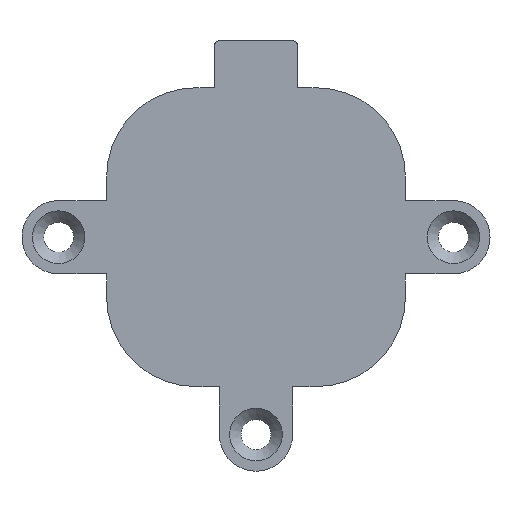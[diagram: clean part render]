
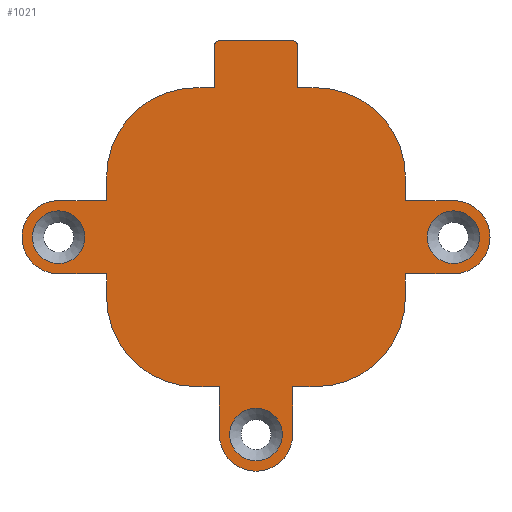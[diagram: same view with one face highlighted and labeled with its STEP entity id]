
A CAD part, front view. The second image highlights one B-rep face of the part: STEP entity #1021.
In plain terms, the highlighted planar face has unit normal (0, -1, 0).
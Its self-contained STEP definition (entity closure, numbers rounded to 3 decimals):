
#36=FACE_BOUND('',#99,.T.);
#37=FACE_BOUND('',#100,.T.);
#38=FACE_BOUND('',#101,.T.);
#43=FACE_OUTER_BOUND('',#98,.T.);
#98=EDGE_LOOP('',(#681,#682,#683,#684,#685,#686,#687,#688,#689,#690,#691,
#692,#693,#694,#695,#696,#697,#698,#699,#700,#701,#702,#703,#704,#705,#706));
#99=EDGE_LOOP('',(#707));
#100=EDGE_LOOP('',(#708));
#101=EDGE_LOOP('',(#709));
#160=LINE('',#1494,#274);
#161=LINE('',#1498,#275);
#162=LINE('',#1500,#276);
#163=LINE('',#1504,#277);
#164=LINE('',#1506,#278);
#165=LINE('',#1510,#279);
#166=LINE('',#1512,#280);
#167=LINE('',#1516,#281);
#168=LINE('',#1518,#282);
#169=LINE('',#1522,#283);
#170=LINE('',#1524,#284);
#171=LINE('',#1528,#285);
#172=LINE('',#1530,#286);
#173=LINE('',#1534,#287);
#174=LINE('',#1536,#288);
#175=LINE('',#1540,#289);
#176=LINE('',#1541,#290);
#274=VECTOR('',#1190,7.8);
#275=VECTOR('',#1193,4.5);
#276=VECTOR('',#1194,2.);
#277=VECTOR('',#1197,2.5);
#278=VECTOR('',#1198,5.1);
#279=VECTOR('',#1201,5.1);
#280=VECTOR('',#1202,2.5);
#281=VECTOR('',#1205,2.5);
#282=VECTOR('',#1206,5.1);
#283=VECTOR('',#1209,5.1);
#284=VECTOR('',#1210,2.5);
#285=VECTOR('',#1213,2.5);
#286=VECTOR('',#1214,5.1);
#287=VECTOR('',#1217,5.1);
#288=VECTOR('',#1218,2.5);
#289=VECTOR('',#1221,2.);
#290=VECTOR('',#1222,4.5);
#388=CIRCLE('',#1091,0.5);
#389=CIRCLE('',#1092,0.5);
#390=CIRCLE('',#1093,9.5);
#391=CIRCLE('',#1094,3.9);
#392=CIRCLE('',#1095,9.5);
#393=CIRCLE('',#1096,3.9);
#394=CIRCLE('',#1097,9.5);
#395=CIRCLE('',#1098,3.9);
#396=CIRCLE('',#1099,9.5);
#397=CIRCLE('',#1100,2.8);
#398=CIRCLE('',#1101,2.8);
#399=CIRCLE('',#1102,2.8);
#427=VERTEX_POINT('',#1490);
#428=VERTEX_POINT('',#1491);
#429=VERTEX_POINT('',#1493);
#430=VERTEX_POINT('',#1495);
#431=VERTEX_POINT('',#1497);
#432=VERTEX_POINT('',#1499);
#433=VERTEX_POINT('',#1501);
#434=VERTEX_POINT('',#1503);
#435=VERTEX_POINT('',#1505);
#436=VERTEX_POINT('',#1507);
#437=VERTEX_POINT('',#1509);
#438=VERTEX_POINT('',#1511);
#439=VERTEX_POINT('',#1513);
#440=VERTEX_POINT('',#1515);
#441=VERTEX_POINT('',#1517);
#442=VERTEX_POINT('',#1519);
#443=VERTEX_POINT('',#1521);
#444=VERTEX_POINT('',#1523);
#445=VERTEX_POINT('',#1525);
#446=VERTEX_POINT('',#1527);
#447=VERTEX_POINT('',#1529);
#448=VERTEX_POINT('',#1531);
#449=VERTEX_POINT('',#1533);
#450=VERTEX_POINT('',#1535);
#451=VERTEX_POINT('',#1537);
#452=VERTEX_POINT('',#1539);
#453=VERTEX_POINT('',#1542);
#454=VERTEX_POINT('',#1544);
#455=VERTEX_POINT('',#1546);
#528=EDGE_CURVE('',#427,#428,#388,.T.);
#529=EDGE_CURVE('',#428,#429,#160,.T.);
#530=EDGE_CURVE('',#429,#430,#389,.T.);
#531=EDGE_CURVE('',#430,#431,#161,.T.);
#532=EDGE_CURVE('',#432,#431,#162,.T.);
#533=EDGE_CURVE('',#432,#433,#390,.T.);
#534=EDGE_CURVE('',#434,#433,#163,.T.);
#535=EDGE_CURVE('',#434,#435,#164,.T.);
#536=EDGE_CURVE('',#435,#436,#391,.T.);
#537=EDGE_CURVE('',#436,#437,#165,.T.);
#538=EDGE_CURVE('',#438,#437,#166,.T.);
#539=EDGE_CURVE('',#438,#439,#392,.T.);
#540=EDGE_CURVE('',#440,#439,#167,.T.);
#541=EDGE_CURVE('',#440,#441,#168,.T.);
#542=EDGE_CURVE('',#441,#442,#393,.T.);
#543=EDGE_CURVE('',#442,#443,#169,.T.);
#544=EDGE_CURVE('',#444,#443,#170,.T.);
#545=EDGE_CURVE('',#444,#445,#394,.T.);
#546=EDGE_CURVE('',#446,#445,#171,.T.);
#547=EDGE_CURVE('',#446,#447,#172,.T.);
#548=EDGE_CURVE('',#447,#448,#395,.T.);
#549=EDGE_CURVE('',#448,#449,#173,.T.);
#550=EDGE_CURVE('',#450,#449,#174,.T.);
#551=EDGE_CURVE('',#450,#451,#396,.T.);
#552=EDGE_CURVE('',#452,#451,#175,.T.);
#553=EDGE_CURVE('',#452,#427,#176,.T.);
#554=EDGE_CURVE('',#453,#453,#397,.T.);
#555=EDGE_CURVE('',#454,#454,#398,.T.);
#556=EDGE_CURVE('',#455,#455,#399,.T.);
#681=ORIENTED_EDGE('',*,*,#528,.T.);
#682=ORIENTED_EDGE('',*,*,#529,.T.);
#683=ORIENTED_EDGE('',*,*,#530,.T.);
#684=ORIENTED_EDGE('',*,*,#531,.T.);
#685=ORIENTED_EDGE('',*,*,#532,.F.);
#686=ORIENTED_EDGE('',*,*,#533,.T.);
#687=ORIENTED_EDGE('',*,*,#534,.F.);
#688=ORIENTED_EDGE('',*,*,#535,.T.);
#689=ORIENTED_EDGE('',*,*,#536,.T.);
#690=ORIENTED_EDGE('',*,*,#537,.T.);
#691=ORIENTED_EDGE('',*,*,#538,.F.);
#692=ORIENTED_EDGE('',*,*,#539,.T.);
#693=ORIENTED_EDGE('',*,*,#540,.F.);
#694=ORIENTED_EDGE('',*,*,#541,.T.);
#695=ORIENTED_EDGE('',*,*,#542,.T.);
#696=ORIENTED_EDGE('',*,*,#543,.T.);
#697=ORIENTED_EDGE('',*,*,#544,.F.);
#698=ORIENTED_EDGE('',*,*,#545,.T.);
#699=ORIENTED_EDGE('',*,*,#546,.F.);
#700=ORIENTED_EDGE('',*,*,#547,.T.);
#701=ORIENTED_EDGE('',*,*,#548,.T.);
#702=ORIENTED_EDGE('',*,*,#549,.T.);
#703=ORIENTED_EDGE('',*,*,#550,.F.);
#704=ORIENTED_EDGE('',*,*,#551,.T.);
#705=ORIENTED_EDGE('',*,*,#552,.F.);
#706=ORIENTED_EDGE('',*,*,#553,.T.);
#707=ORIENTED_EDGE('',*,*,#554,.T.);
#708=ORIENTED_EDGE('',*,*,#555,.T.);
#709=ORIENTED_EDGE('',*,*,#556,.T.);
#987=PLANE('',#1090);
#1021=ADVANCED_FACE('',(#43,#36,#37,#38),#987,.F.);
#1090=AXIS2_PLACEMENT_3D('',#1489,#1186,#1187);
#1091=AXIS2_PLACEMENT_3D('',#1492,#1188,#1189);
#1092=AXIS2_PLACEMENT_3D('',#1496,#1191,#1192);
#1093=AXIS2_PLACEMENT_3D('',#1502,#1195,#1196);
#1094=AXIS2_PLACEMENT_3D('',#1508,#1199,#1200);
#1095=AXIS2_PLACEMENT_3D('',#1514,#1203,#1204);
#1096=AXIS2_PLACEMENT_3D('',#1520,#1207,#1208);
#1097=AXIS2_PLACEMENT_3D('',#1526,#1211,#1212);
#1098=AXIS2_PLACEMENT_3D('',#1532,#1215,#1216);
#1099=AXIS2_PLACEMENT_3D('',#1538,#1219,#1220);
#1100=AXIS2_PLACEMENT_3D('',#1543,#1223,#1224);
#1101=AXIS2_PLACEMENT_3D('',#1545,#1225,#1226);
#1102=AXIS2_PLACEMENT_3D('',#1547,#1227,#1228);
#1186=DIRECTION('center_axis',(0.,1.,0.));
#1187=DIRECTION('ref_axis',(0.,0.,-1.));
#1188=DIRECTION('center_axis',(0.,-1.,0.));
#1189=DIRECTION('ref_axis',(1.,0.,0.));
#1190=DIRECTION('',(-1.,0.,0.));
#1191=DIRECTION('center_axis',(0.,-1.,0.));
#1192=DIRECTION('ref_axis',(0.,0.,1.));
#1193=DIRECTION('',(0.,0.,-1.));
#1194=DIRECTION('',(1.,0.,0.));
#1195=DIRECTION('center_axis',(0.,-1.,0.));
#1196=DIRECTION('ref_axis',(0.,0.,1.));
#1197=DIRECTION('',(0.,0.,1.));
#1198=DIRECTION('',(-1.,0.,0.));
#1199=DIRECTION('center_axis',(0.,-1.,0.));
#1200=DIRECTION('ref_axis',(0.,0.,1.));
#1201=DIRECTION('',(1.,0.,0.));
#1202=DIRECTION('',(0.,0.,1.));
#1203=DIRECTION('center_axis',(0.,-1.,0.));
#1204=DIRECTION('ref_axis',(-1.,0.,0.));
#1205=DIRECTION('',(-1.,0.,0.));
#1206=DIRECTION('',(0.,0.,-1.));
#1207=DIRECTION('center_axis',(0.,-1.,0.));
#1208=DIRECTION('ref_axis',(-1.,0.,0.));
#1209=DIRECTION('',(0.,0.,1.));
#1210=DIRECTION('',(-1.,0.,0.));
#1211=DIRECTION('center_axis',(0.,-1.,0.));
#1212=DIRECTION('ref_axis',(0.,0.,-1.));
#1213=DIRECTION('',(0.,0.,-1.));
#1214=DIRECTION('',(1.,0.,0.));
#1215=DIRECTION('center_axis',(0.,-1.,0.));
#1216=DIRECTION('ref_axis',(0.,0.,-1.));
#1217=DIRECTION('',(-1.,0.,0.));
#1218=DIRECTION('',(0.,0.,-1.));
#1219=DIRECTION('center_axis',(0.,-1.,0.));
#1220=DIRECTION('ref_axis',(1.,0.,0.));
#1221=DIRECTION('',(1.,0.,0.));
#1222=DIRECTION('',(0.,0.,1.));
#1223=DIRECTION('center_axis',(0.,1.,0.));
#1224=DIRECTION('ref_axis',(0.,0.,1.));
#1225=DIRECTION('center_axis',(0.,1.,0.));
#1226=DIRECTION('ref_axis',(0.,0.,-1.));
#1227=DIRECTION('center_axis',(0.,1.,0.));
#1228=DIRECTION('ref_axis',(0.,0.,1.));
#1489=CARTESIAN_POINT('Origin',(0.,0.,0.));
#1490=CARTESIAN_POINT('',(4.4,0.,20.4));
#1491=CARTESIAN_POINT('',(3.9,0.,20.9));
#1492=CARTESIAN_POINT('Origin',(3.9,0.,20.4));
#1493=CARTESIAN_POINT('',(-3.9,0.,20.9));
#1494=CARTESIAN_POINT('',(3.9,0.,20.9));
#1495=CARTESIAN_POINT('',(-4.4,0.,20.4));
#1496=CARTESIAN_POINT('Origin',(-3.9,0.,20.4));
#1497=CARTESIAN_POINT('',(-4.4,0.,15.9));
#1498=CARTESIAN_POINT('',(-4.4,0.,20.4));
#1499=CARTESIAN_POINT('',(-6.4,0.,15.9));
#1500=CARTESIAN_POINT('',(-6.4,0.,15.9));
#1501=CARTESIAN_POINT('',(-15.9,0.,6.4));
#1502=CARTESIAN_POINT('Origin',(-6.4,0.,6.4));
#1503=CARTESIAN_POINT('',(-15.9,0.,3.9));
#1504=CARTESIAN_POINT('',(-15.9,0.,3.9));
#1505=CARTESIAN_POINT('',(-21.,0.,3.9));
#1506=CARTESIAN_POINT('',(-15.9,0.,3.9));
#1507=CARTESIAN_POINT('',(-21.,0.,-3.9));
#1508=CARTESIAN_POINT('Origin',(-21.,0.,0.));
#1509=CARTESIAN_POINT('',(-15.9,0.,-3.9));
#1510=CARTESIAN_POINT('',(-21.,0.,-3.9));
#1511=CARTESIAN_POINT('',(-15.9,0.,-6.4));
#1512=CARTESIAN_POINT('',(-15.9,0.,-6.4));
#1513=CARTESIAN_POINT('',(-6.4,0.,-15.9));
#1514=CARTESIAN_POINT('Origin',(-6.4,0.,-6.4));
#1515=CARTESIAN_POINT('',(-3.9,0.,-15.9));
#1516=CARTESIAN_POINT('',(-3.9,0.,-15.9));
#1517=CARTESIAN_POINT('',(-3.9,0.,-21.));
#1518=CARTESIAN_POINT('',(-3.9,0.,-15.9));
#1519=CARTESIAN_POINT('',(3.9,0.,-21.));
#1520=CARTESIAN_POINT('Origin',(0.,0.,-21.));
#1521=CARTESIAN_POINT('',(3.9,0.,-15.9));
#1522=CARTESIAN_POINT('',(3.9,0.,-21.));
#1523=CARTESIAN_POINT('',(6.4,0.,-15.9));
#1524=CARTESIAN_POINT('',(6.4,0.,-15.9));
#1525=CARTESIAN_POINT('',(15.9,0.,-6.4));
#1526=CARTESIAN_POINT('Origin',(6.4,0.,-6.4));
#1527=CARTESIAN_POINT('',(15.9,0.,-3.9));
#1528=CARTESIAN_POINT('',(15.9,0.,-3.9));
#1529=CARTESIAN_POINT('',(21.,0.,-3.9));
#1530=CARTESIAN_POINT('',(15.9,0.,-3.9));
#1531=CARTESIAN_POINT('',(21.,0.,3.9));
#1532=CARTESIAN_POINT('Origin',(21.,0.,0.));
#1533=CARTESIAN_POINT('',(15.9,0.,3.9));
#1534=CARTESIAN_POINT('',(21.,0.,3.9));
#1535=CARTESIAN_POINT('',(15.9,0.,6.4));
#1536=CARTESIAN_POINT('',(15.9,0.,6.4));
#1537=CARTESIAN_POINT('',(6.4,0.,15.9));
#1538=CARTESIAN_POINT('Origin',(6.4,0.,6.4));
#1539=CARTESIAN_POINT('',(4.4,0.,15.9));
#1540=CARTESIAN_POINT('',(4.4,0.,15.9));
#1541=CARTESIAN_POINT('',(4.4,0.,15.9));
#1542=CARTESIAN_POINT('',(21.,0.,2.8));
#1543=CARTESIAN_POINT('Origin',(21.,0.,0.));
#1544=CARTESIAN_POINT('',(0.,0.,-18.2));
#1545=CARTESIAN_POINT('Origin',(0.,0.,-21.));
#1546=CARTESIAN_POINT('',(-21.,0.,2.8));
#1547=CARTESIAN_POINT('Origin',(-21.,0.,0.));
